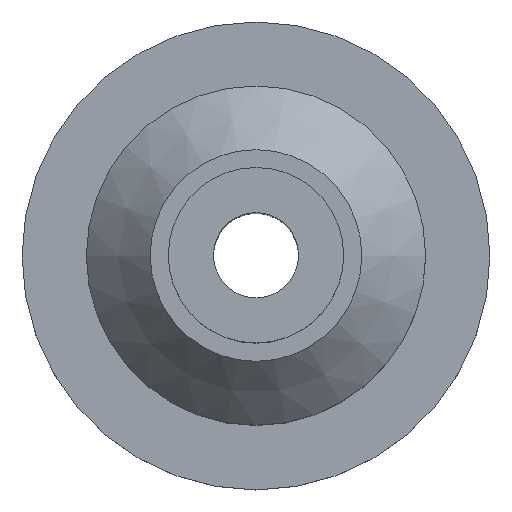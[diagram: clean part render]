
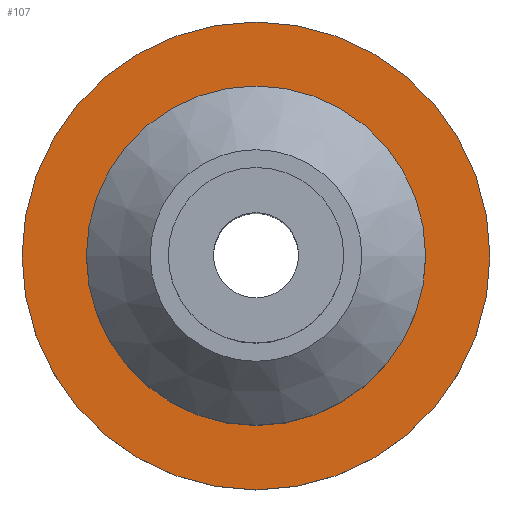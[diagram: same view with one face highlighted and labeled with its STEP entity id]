
A CAD part, top view. The second image highlights one B-rep face of the part: STEP entity #107.
In plain terms, the highlighted planar face has unit normal (0, 0, 1).
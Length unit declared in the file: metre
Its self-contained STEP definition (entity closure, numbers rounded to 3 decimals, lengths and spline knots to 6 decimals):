
#15=PLANE('',#137);
#27=ORIENTED_EDGE('',*,*,#38,.F.);
#28=ORIENTED_EDGE('',*,*,#42,.T.);
#38=EDGE_CURVE('',#47,#47,#56,.T.);
#42=EDGE_CURVE('',#51,#51,#60,.T.);
#47=VERTEX_POINT('',#190);
#51=VERTEX_POINT('',#200);
#56=CIRCLE('',#129,0.007975);
#60=CIRCLE('',#135,0.011);
#72=EDGE_LOOP('',(#27));
#73=EDGE_LOOP('',(#28));
#90=FACE_BOUND('',#72,.T.);
#91=FACE_BOUND('',#73,.T.);
#107=ADVANCED_FACE('',(#90,#91),#15,.T.);
#129=AXIS2_PLACEMENT_3D('',#189,#154,#155);
#135=AXIS2_PLACEMENT_3D('',#199,#166,#167);
#137=AXIS2_PLACEMENT_3D('',#202,#170,#171);
#154=DIRECTION('',(0.,0.,1.));
#155=DIRECTION('',(1.,0.,0.));
#166=DIRECTION('',(0.,0.,1.));
#167=DIRECTION('',(1.,0.,0.));
#170=DIRECTION('',(0.,0.,1.));
#171=DIRECTION('',(1.,0.,0.));
#189=CARTESIAN_POINT('',(0.036296,0.,0.));
#190=CARTESIAN_POINT('',(0.044271,0.,0.));
#199=CARTESIAN_POINT('',(0.036296,0.,0.));
#200=CARTESIAN_POINT('',(0.047296,0.,0.));
#202=CARTESIAN_POINT('',(0.036296,0.,0.));
